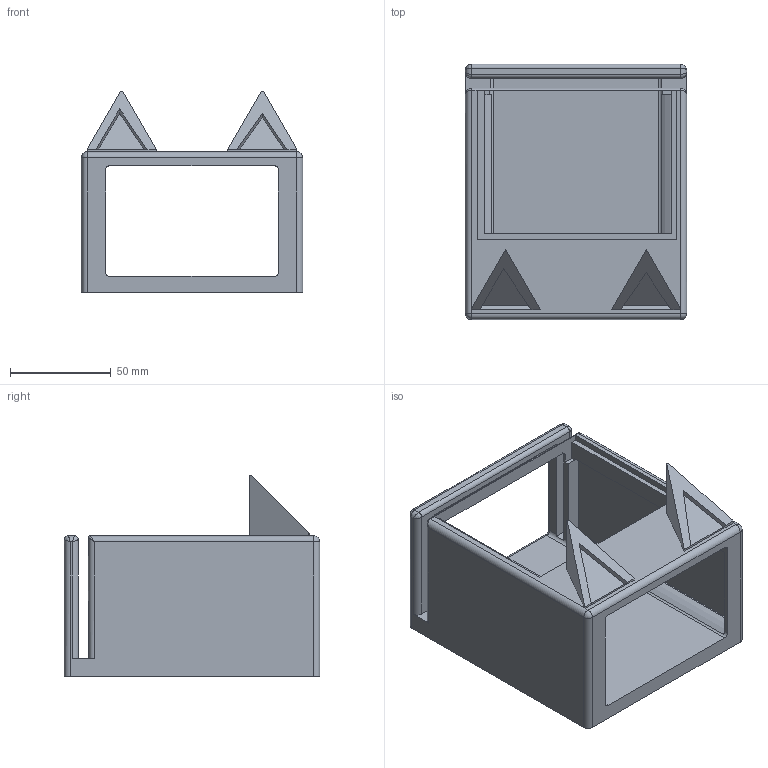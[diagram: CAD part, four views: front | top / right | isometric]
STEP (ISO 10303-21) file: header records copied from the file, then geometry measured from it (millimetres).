
FILE_DESCRIPTION(('HOOPS Exchange Step'),'2;1');
FILE_NAME('temp_export','2023-06-03T13:55:10+08:00',('mobile'),('Shapr3D Limited'),'HOOPS Exchange 2022.2','Shapr3D','Authorized');
FILE_SCHEMA( ('AUTOMOTIVE_DESIGN { 1 0 10303 214 1 1 1 1 }') );
Length unit declared in the file: millimetre
Products named in the file (1): root
Bounding box: 110 x 127 x 100 mm (x, y, z)
Volume: 250113.2 mm3; surface area: 83895.7 mm2
Topology: 1 solids, 1 shells, 100 faces, 273 edges, 162 vertices
Faces by surface type: plane 60, cylinder 28, bspline 8, sphere 2, torus 2
Entity records: 3951 total; most frequent: CARTESIAN_POINT 1437, ORIENTED_EDGE 528, DIRECTION 511, EDGE_CURVE 264, VECTOR 195, LINE 195, VERTEX_POINT 162, AXIS2_PLACEMENT_3D 158
